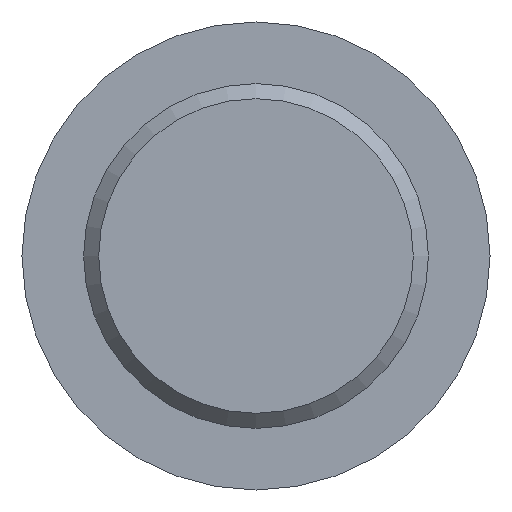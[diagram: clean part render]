
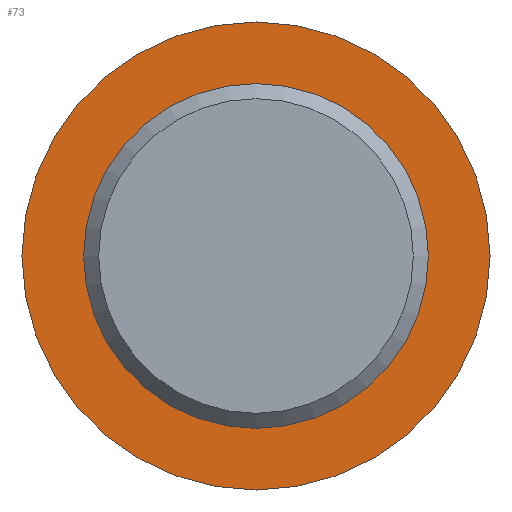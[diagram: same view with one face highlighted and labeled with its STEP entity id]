
A CAD part, front view. The second image highlights one B-rep face of the part: STEP entity #73.
In plain terms, the highlighted planar face has unit normal (0, -1, 0).
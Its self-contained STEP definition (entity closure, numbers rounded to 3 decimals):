
#73 = ADVANCED_FACE( '', ( #149, #150 ), #151, .F. );
#149 = FACE_BOUND( '', #226, .T. );
#150 = FACE_OUTER_BOUND( '', #227, .T. );
#151 = PLANE( '', #228 );
#226 = EDGE_LOOP( '', ( #356 ) );
#227 = EDGE_LOOP( '', ( #357 ) );
#228 = AXIS2_PLACEMENT_3D( '', #358, #359, #360 );
#356 = ORIENTED_EDGE( '', *, *, #453, .F. );
#357 = ORIENTED_EDGE( '', *, *, #456, .T. );
#358 = CARTESIAN_POINT( '', ( 9.5, 0., 0. ) );
#359 = DIRECTION( '', ( 0., 1., 0. ) );
#360 = DIRECTION( '', ( 0., 0., 1. ) );
#453 = EDGE_CURVE( '', #533, #533, #534, .T. );
#456 = EDGE_CURVE( '', #537, #537, #538, .T. );
#533 = VERTEX_POINT( '', #689 );
#534 = CIRCLE( '', #690, 7. );
#537 = VERTEX_POINT( '', #693 );
#538 = CIRCLE( '', #694, 9.5 );
#689 = CARTESIAN_POINT( '', ( 0., 0., -7. ) );
#690 = AXIS2_PLACEMENT_3D( '', #753, #754, #755 );
#693 = CARTESIAN_POINT( '', ( 0., 0., -9.5 ) );
#694 = AXIS2_PLACEMENT_3D( '', #756, #757, #758 );
#753 = CARTESIAN_POINT( '', ( 0., 0., 0. ) );
#754 = DIRECTION( '', ( 0., -1., 0. ) );
#755 = DIRECTION( '', ( 0., 0., -1. ) );
#756 = CARTESIAN_POINT( '', ( 0., 0., 0. ) );
#757 = DIRECTION( '', ( 0., -1., 0. ) );
#758 = DIRECTION( '', ( 0., 0., -1. ) );
